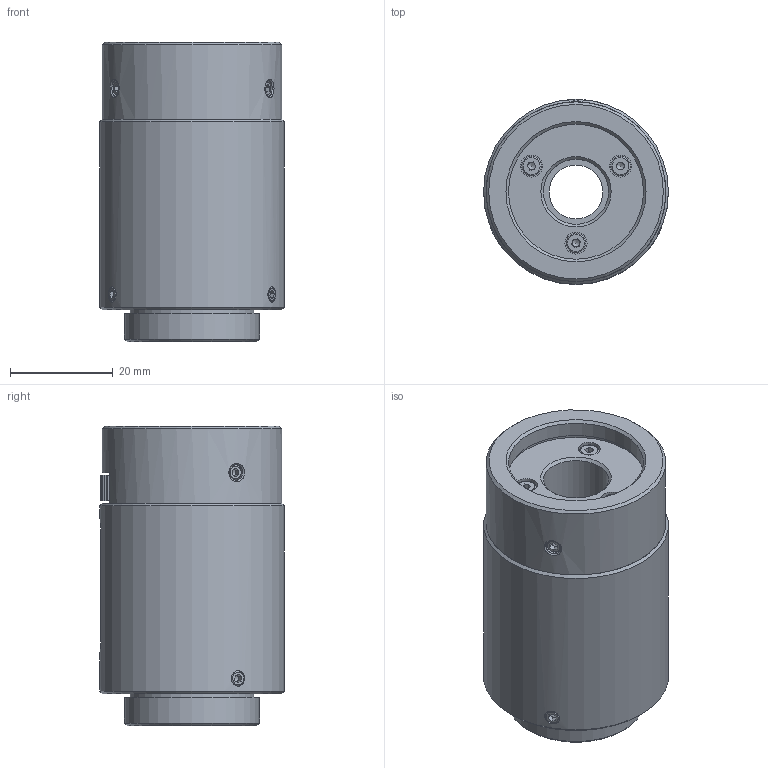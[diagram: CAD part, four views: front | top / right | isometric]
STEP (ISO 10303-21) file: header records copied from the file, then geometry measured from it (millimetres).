
FILE_DESCRIPTION (( 'STEP AP203' ), '1' );
FILE_NAME ('530251.step', '2025-08-19T09:56:58', ( 'Windows User' ), ( 'P R C' ), 'SwSTEP 2.0', 'SolidWorks 2020', '' );
FILE_SCHEMA (( 'CONFIG_CONTROL_DESIGN' ));
Length unit declared in the file: millimetre
Products named in the file (16): hex socket set screws with flat point gb1_GB_FASTENER_SCREWS_HSFP M3X3-N; 眻盄粣創; hex socket set screws with flat point gb1_GB_FASTENER_SCREWS_HSFP M3X4-N; 530251; 粣創; 3.03.31.14.039_SM1ES05-7_幗豪唅聽_SA; 絳砃粣2; 3.03.31.13.542_SM1ES05-1_扥坫杶芠掛极_SB; hex socket set screws with flat point gb1_GB_FASTENER_SCREWS_HSFP M2X2-N; 3.03.31.02.352_SM1ES05-5_佪裝_SA; 3.03.31.13.544_SM1ES05-3_傷裔_SC; 3.03.31.13.543_SM1ES05-2_伸缩套筒光学元件载体_SB; 光学元件载体运动件; SM05R-1-SM05縐遠; hexagon socket head cap screws gb_GB_FASTENER_SCREWS_HSHCS M2X8-N; 3.03.31.51.097_SM1ES05-6_蹟恇杶_SA
Assembly tree (23 placements, depth 3):
  530251
    光学元件载体运动件
      3.03.31.13.543_SM1ES05-2_伸缩套筒光学元件载体_SB
    3.03.31.13.542_SM1ES05-1_扥坫杶芠掛极_SB
    3.03.31.51.097_SM1ES05-6_蹟恇杶_SA
    眻盄粣創  x2
    粣創  x2
    絳砃粣2  x2
    3.03.31.02.352_SM1ES05-5_佪裝_SA
    3.03.31.13.544_SM1ES05-3_傷裔_SC
    3.03.31.14.039_SM1ES05-7_幗豪唅聽_SA
    hex socket set screws with flat point gb1_GB_FASTENER_SCREWS_HSFP M3X4-N  x3
    hexagon socket head cap screws gb_GB_FASTENER_SCREWS_HSHCS M2X8-N  x3
    hex socket set screws with flat point gb1_GB_FASTENER_SCREWS_HSFP M3X3-N  x2
    hex socket set screws with flat point gb1_GB_FASTENER_SCREWS_HSFP M2X2-N
    SM05R-1-SM05縐遠
Bounding box: 36 x 36 x 58.3 mm (x, y, z)
Volume: 39605.5 mm3; surface area: 22701.4 mm2
Topology: 22 solids, 22 shells, 758 faces, 1881 edges, 1223 vertices
Faces by surface type: plane 451, cylinder 159, bspline 91, cone 57
Full cylindrical faces by diameter (mm): 1.6 x3, 2 x5, 2.4 x3, 3 x23, 3.2 x1, 3.6 x3, 3.8 x3, 4.3 x3, 5 x2, 5.4 x1, 6 x4, 7 x6, 10.5 x1, 11.4 x1, 12.3 x1, 12.7 x1, 12.9 x1, 13.59 x1, 14.1 x1, 16 x1, 16.9 x1, 19.5 x1, 20.9 x1, 24 x1, 26.29 x1, 26.3 x1, 27 x1, 35 x1, 36 x1
Entity records: 35144 total; most frequent: CARTESIAN_POINT 18502, ORIENTED_EDGE 2990, DIRECTION 2826, EDGE_CURVE 1495, VERTEX_POINT 1034, AXIS2_PLACEMENT_3D 951, VECTOR 924, LINE 924
